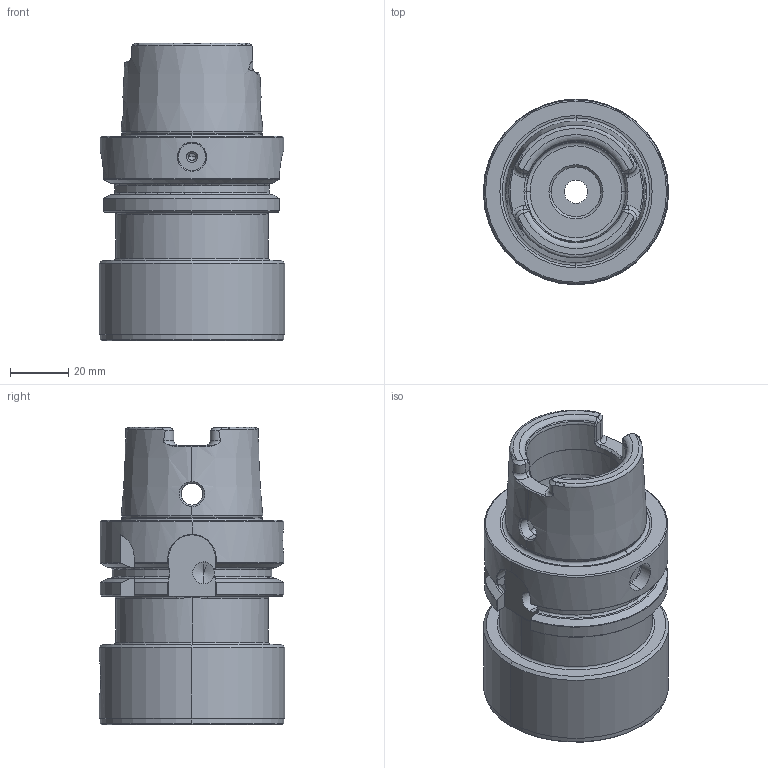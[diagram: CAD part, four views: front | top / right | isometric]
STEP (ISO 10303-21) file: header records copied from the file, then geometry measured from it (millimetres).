
FILE_DESCRIPTION(('no description'),'unknown implementation level');
FILE_NAME('7DBCC4B0-9C98-4CEA-8A8A-983E2CED1ECF_export.stp',' ',('CIMSOURCE GmbH'),('CADClick - KiM GmbH - www.kimweb.de'),'unknown preprocess','ACIS','unknown authorization');
FILE_SCHEMA(('automotive_design'));
Length unit declared in the file: millimetre
Products named in the file (2): 324.361 Kaiser HSK-A63 X CK6 X 110FB|324.361 Kaiser HSK-A63 X CK6 X 110FB_Fertigbearbeitung;NONE; 324.361 Kaiser HSK-A63 X CK6 X 110FB|690.436 Kaiser ETL M12 X 18 CK6_Standard;NONE
Bounding box: 63.5 x 63.5 x 101.9 mm (x, y, z)
Volume: 157728 mm3; surface area: 38478.2 mm2
Topology: 2 solids, 2 shells, 302 faces, 770 edges, 471 vertices
Faces by surface type: cone 92, plane 87, cylinder 69, torus 36, bspline 18
Entity records: 21825 total; most frequent: CARTESIAN_POINT 6237, STYLED_ITEM 1539, PRESENTATION_STYLE_ASSIGNMENT 1539, COLOUR_RGB 1539, ORIENTED_EDGE 1528, DIRECTION 1398, EDGE_CURVE 764, CURVE_STYLE 764
